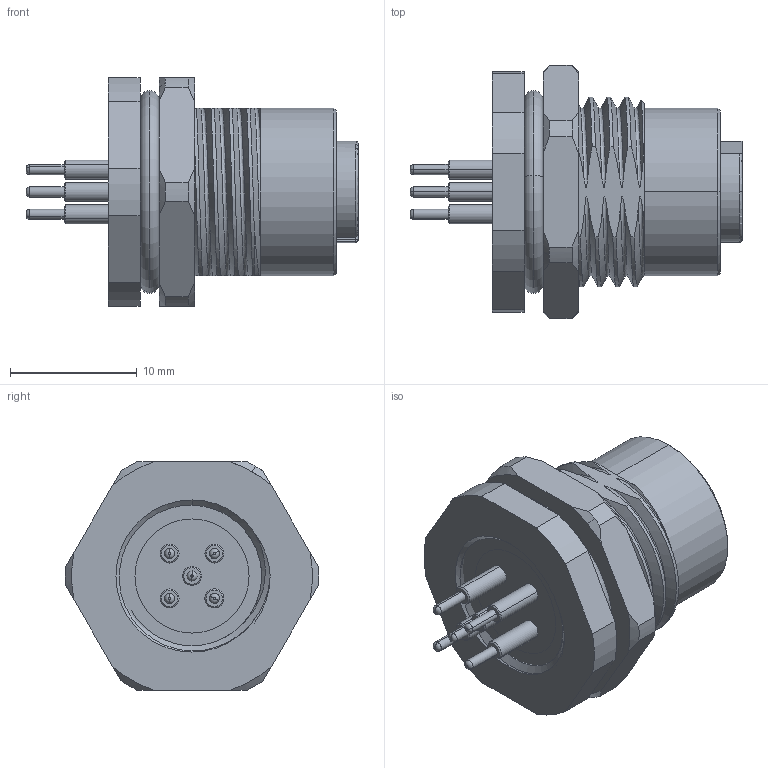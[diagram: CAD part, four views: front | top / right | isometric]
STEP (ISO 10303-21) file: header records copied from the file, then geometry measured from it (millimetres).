
FILE_DESCRIPTION (( 'STEP AP203' ), '1' );
FILE_NAME ('54-00384_revA.STEP', '2023-05-19T15:54:33', ( '' ), ( '' ), 'SwSTEP 2.0', 'SolidWorks 2021', '' );
FILE_SCHEMA (( 'CONFIG_CONTROL_DESIGN' ));
Length unit declared in the file: millimetre
Products named in the file (7): 54-00384-04___; 54-00384-06___; 54-00384-01___; 54-00384-05___; 54-00384_revA; 54-00384-02___; 54-00384-03___
Assembly tree (10 placements, depth 2):
  54-00384_revA
    54-00384-01___
    54-00384-02___
    54-00384-06___
    54-00384-05___
    54-00384-04___
    54-00384-03___  x5
Bounding box: 26.2 x 19.99 x 18 mm (x, y, z)
Volume: 2976.1 mm3; surface area: 5544.3 mm2
Topology: 11 solids, 11 shells, 387 faces, 967 edges, 613 vertices
Faces by surface type: cylinder 141, plane 105, cone 55, bspline 43, torus 43
Entity records: 21734 total; most frequent: CARTESIAN_POINT 15068, ORIENTED_EDGE 1338, DIRECTION 1101, EDGE_CURVE 669, AXIS2_PLACEMENT_3D 444, VERTEX_POINT 433, EDGE_LOOP 288, ADVANCED_FACE 259
